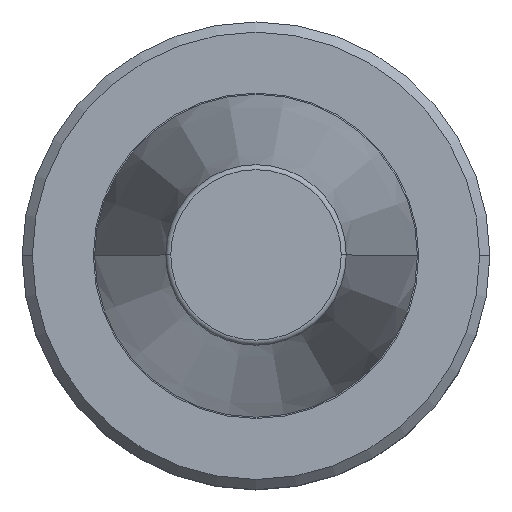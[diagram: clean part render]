
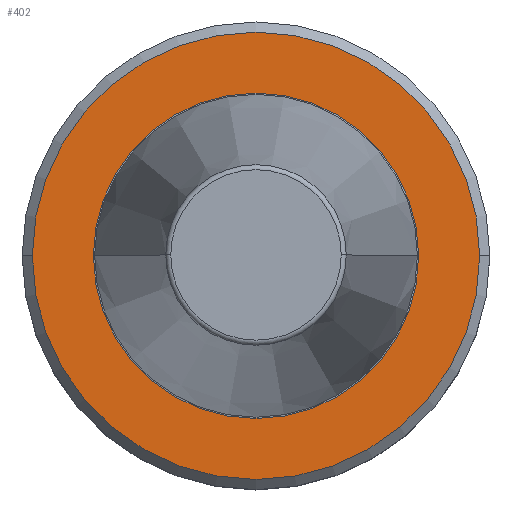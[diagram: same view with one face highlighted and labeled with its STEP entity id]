
A CAD part, top view. The second image highlights one B-rep face of the part: STEP entity #402.
In plain terms, the highlighted planar face has unit normal (0, 0, 1).
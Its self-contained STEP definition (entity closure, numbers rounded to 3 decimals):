
#19 = DIRECTION ( 'NONE',  ( 1., 0., 0. ) ) ;
#47 = VERTEX_POINT ( 'NONE', #563 ) ;
#107 = DIRECTION ( 'NONE',  ( 0., 0., 1. ) ) ;
#122 = CIRCLE ( 'NONE', #636, 22. ) ;
#179 = CARTESIAN_POINT ( 'NONE',  ( -22., 0., -2. ) ) ;
#206 = CIRCLE ( 'NONE', #579, 16. ) ;
#227 = DIRECTION ( 'NONE',  ( 1., 0., 0. ) ) ;
#286 = VERTEX_POINT ( 'NONE', #815 ) ;
#288 = VERTEX_POINT ( 'NONE', #179 ) ;
#289 = ORIENTED_EDGE ( 'NONE', *, *, #562, .T. ) ;
#291 = DIRECTION ( 'NONE',  ( 1., 0., 0. ) ) ;
#294 = PLANE ( 'NONE',  #875 ) ;
#301 = CARTESIAN_POINT ( 'NONE',  ( 0., 0., -2. ) ) ;
#323 = DIRECTION ( 'NONE',  ( 0., 0., 1. ) ) ;
#391 = CARTESIAN_POINT ( 'NONE',  ( 0., 0., -2. ) ) ;
#402 = ADVANCED_FACE ( 'NONE', ( #866, #431 ), #294, .F. ) ;
#431 = FACE_OUTER_BOUND ( 'NONE', #652, .T. ) ;
#456 = EDGE_CURVE ( 'NONE', #288, #47, #122, .T. ) ;
#467 = CIRCLE ( 'NONE', #500, 22. ) ;
#469 = EDGE_CURVE ( 'NONE', #767, #286, #686, .T. ) ;
#500 = AXIS2_PLACEMENT_3D ( 'NONE', #948, #323, #19 ) ;
#557 = DIRECTION ( 'NONE',  ( 1., 0., 0. ) ) ;
#562 = EDGE_CURVE ( 'NONE', #47, #288, #467, .T. ) ;
#563 = CARTESIAN_POINT ( 'NONE',  ( 22., 0., -2. ) ) ;
#579 = AXIS2_PLACEMENT_3D ( 'NONE', #301, #804, #291 ) ;
#618 = ORIENTED_EDGE ( 'NONE', *, *, #667, .F. ) ;
#636 = AXIS2_PLACEMENT_3D ( 'NONE', #391, #842, #557 ) ;
#652 = EDGE_LOOP ( 'NONE', ( #896, #289 ) ) ;
#667 = EDGE_CURVE ( 'NONE', #286, #767, #206, .T. ) ;
#675 = ORIENTED_EDGE ( 'NONE', *, *, #469, .F. ) ;
#686 = CIRCLE ( 'NONE', #803, 16. ) ;
#751 = CARTESIAN_POINT ( 'NONE',  ( 0., 0., -2. ) ) ;
#767 = VERTEX_POINT ( 'NONE', #926 ) ;
#774 = CARTESIAN_POINT ( 'NONE',  ( 0., 22., -2. ) ) ;
#803 = AXIS2_PLACEMENT_3D ( 'NONE', #751, #107, #227 ) ;
#804 = DIRECTION ( 'NONE',  ( 0., 0., 1. ) ) ;
#815 = CARTESIAN_POINT ( 'NONE',  ( 16., 0., -2. ) ) ;
#842 = DIRECTION ( 'NONE',  ( 0., 0., 1. ) ) ;
#849 = DIRECTION ( 'NONE',  ( -1., 0., 0. ) ) ;
#866 = FACE_BOUND ( 'NONE', #934, .T. ) ;
#875 = AXIS2_PLACEMENT_3D ( 'NONE', #774, #947, #849 ) ;
#896 = ORIENTED_EDGE ( 'NONE', *, *, #456, .T. ) ;
#926 = CARTESIAN_POINT ( 'NONE',  ( -16., 0., -2. ) ) ;
#934 = EDGE_LOOP ( 'NONE', ( #618, #675 ) ) ;
#947 = DIRECTION ( 'NONE',  ( 0., 0., -1. ) ) ;
#948 = CARTESIAN_POINT ( 'NONE',  ( 0., 0., -2. ) ) ;
